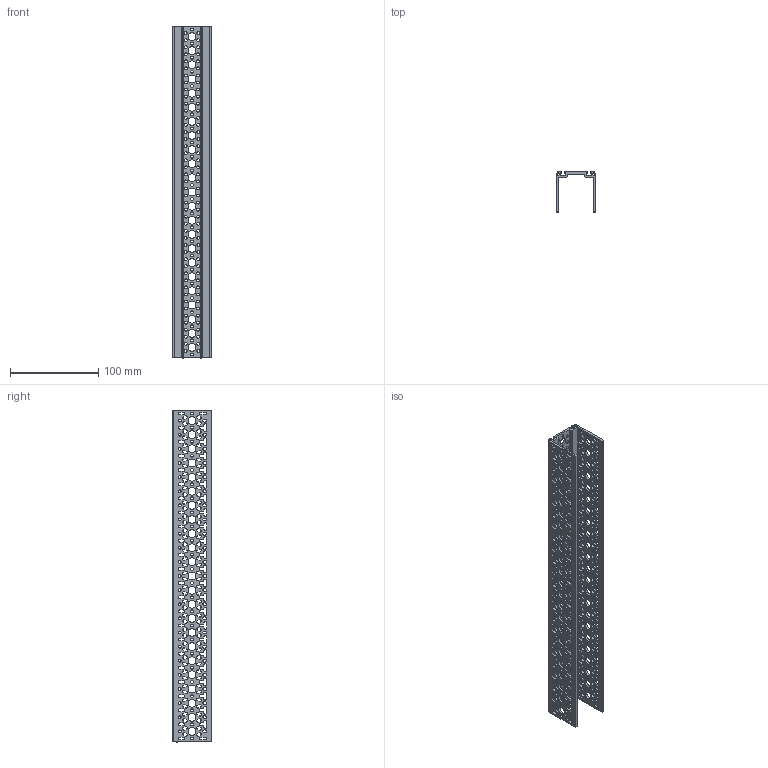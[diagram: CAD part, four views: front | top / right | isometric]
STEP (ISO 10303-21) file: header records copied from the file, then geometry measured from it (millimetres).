
FILE_DESCRIPTION (( 'STEP AP203' ), '1' );
FILE_NAME ('REV-41-1743.STEP', '2020-10-06T19:45:26', ( '' ), ( '' ), 'SwSTEP 2.0', 'SolidWorks 2019', '' );
FILE_SCHEMA (( 'CONFIG_CONTROL_DESIGN' ));
Length unit declared in the file: millimetre
Products named in the file (1): REV-41-1743
Bounding box: 45 x 45 x 376 mm (x, y, z)
Volume: 97024.5 mm3; surface area: 112653 mm2
Topology: 1 solids, 1 shells, 2332 faces, 6990 edges, 4660 vertices
Faces by surface type: cylinder 1512, plane 820
Entity records: 82435 total; most frequent: DIRECTION 14680, CARTESIAN_POINT 13983, ORIENTED_EDGE 13980, EDGE_CURVE 6990, AXIS2_PLACEMENT_3D 5357, VERTEX_POINT 4660, VECTOR 3966, LINE 3966
